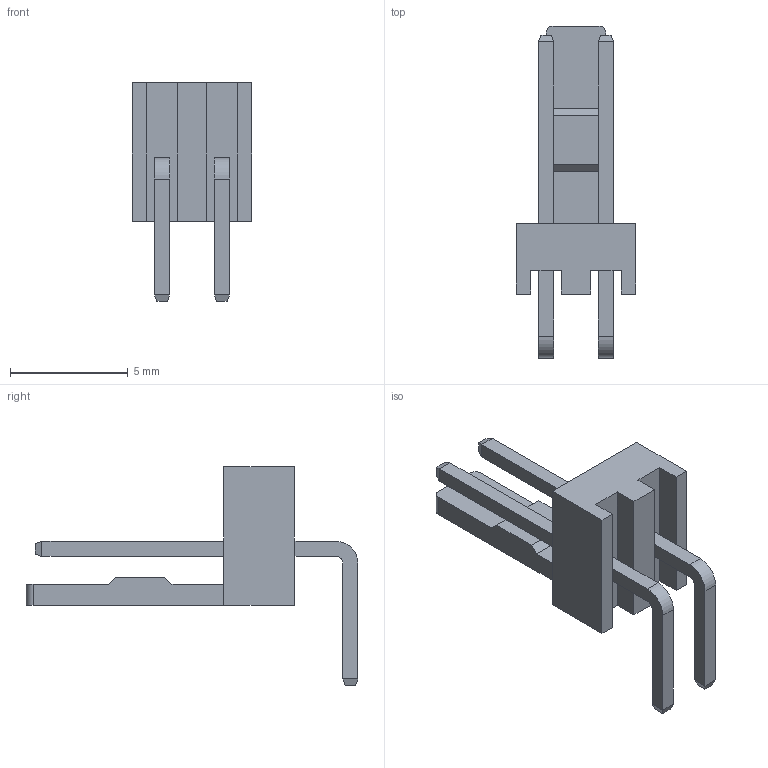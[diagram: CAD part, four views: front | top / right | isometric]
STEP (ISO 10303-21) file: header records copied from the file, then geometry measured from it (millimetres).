
FILE_DESCRIPTION (( 'STEP AP214' ), '1' );
FILE_NAME ('User Library-DS1070-2MR (WF-2RA CONNFLY).STEP', '2022-05-22T12:26:15', ( '' ), ( '' ), 'SwSTEP 2.0', 'SolidWorks 2021', '' );
FILE_SCHEMA (( 'AUTOMOTIVE_DESIGN' ));
Length unit declared in the file: millimetre
Products named in the file (1): User Library-DS1070-2MR (WF-2RA CONNFLY)
Bounding box: 5.08 x 14.1 x 9.3 mm (x, y, z)
Volume: 109.3 mm3; surface area: 289.3 mm2
Topology: 1 solids, 1 shells, 68 faces, 170 edges, 108 vertices
Faces by surface type: plane 62, cylinder 6
Entity records: 2276 total; most frequent: CARTESIAN_POINT 347, ORIENTED_EDGE 340, DIRECTION 320, EDGE_CURVE 170, VECTOR 158, LINE 158, VERTEX_POINT 108, AXIS2_PLACEMENT_3D 81
